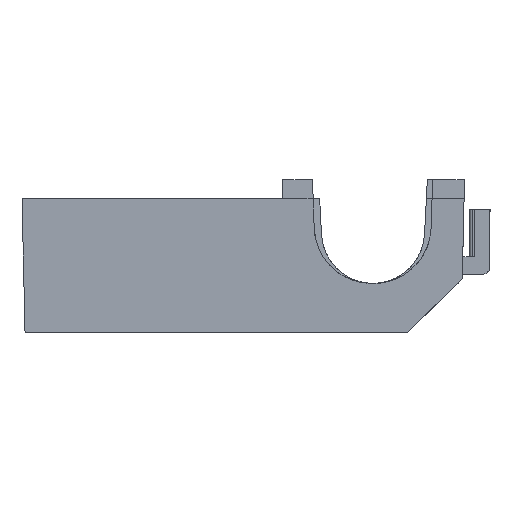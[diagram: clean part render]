
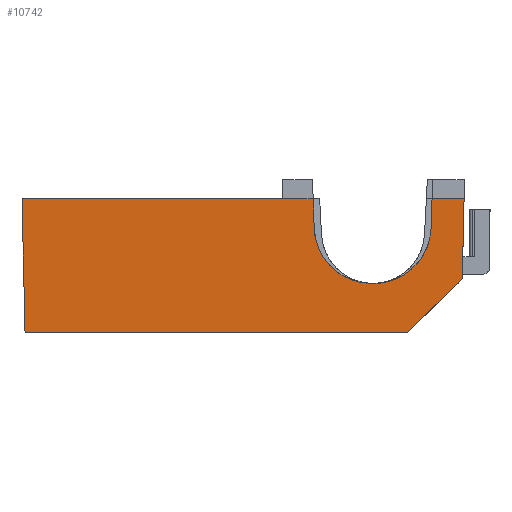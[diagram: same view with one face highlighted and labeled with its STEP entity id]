
A CAD part, front view. The second image highlights one B-rep face of the part: STEP entity #10742.
In plain terms, the highlighted planar face has unit normal (0, -1, -0.023).
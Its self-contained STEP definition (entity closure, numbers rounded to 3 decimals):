
#22 = DIRECTION ( 'NONE',  ( 0.023, -0.023, 0.999 ) ) ;
#277 = EDGE_CURVE ( 'NONE', #4064, #3048, #3189, .T. ) ;
#495 = VECTOR ( 'NONE', #9455, 1000. ) ;
#689 = CARTESIAN_POINT ( 'NONE',  ( -63., 82.02, 25.7 ) ) ;
#917 = CARTESIAN_POINT ( 'NONE',  ( -62.991, 82.029, 25.281 ) ) ;
#925 = VECTOR ( 'NONE', #1534, 1000. ) ;
#964 = CARTESIAN_POINT ( 'NONE',  ( -27.673, 82.02, 25.694 ) ) ;
#1133 = CARTESIAN_POINT ( 'NONE',  ( -12.397, 82.417, 8.2 ) ) ;
#1248 = CARTESIAN_POINT ( 'NONE',  ( -62.5, 82.417, 8.2 ) ) ;
#1485 = VERTEX_POINT ( 'NONE', #4491 ) ;
#1534 = DIRECTION ( 'NONE',  ( 0.715, -0.016, 0.699 ) ) ;
#1552 = EDGE_CURVE ( 'NONE', #4250, #9190, #1789, .T. ) ;
#1739 = EDGE_CURVE ( 'NONE', #10788, #3557, #2305, .T. ) ;
#1757 = EDGE_CURVE ( 'NONE', #1847, #6403, #10596, .T. ) ;
#1780 = CARTESIAN_POINT ( 'NONE',  ( -24.665, 82.108, 21.838 ) ) ;
#1789 = LINE ( 'NONE', #10979, #8764 ) ;
#1847 = VERTEX_POINT ( 'NONE', #689 ) ;
#1894 = PLANE ( 'NONE',  #2237 ) ;
#2033 = VECTOR ( 'NONE', #9548, 1000. ) ;
#2041 = DIRECTION ( 'NONE',  ( 1., 0., 0. ) ) ;
#2237 = AXIS2_PLACEMENT_3D ( 'NONE', #8146, #6501, #9093 ) ;
#2305 = LINE ( 'NONE', #7684, #495 ) ;
#2474 = LINE ( 'NONE', #917, #8906 ) ;
#2569 = ORIENTED_EDGE ( 'NONE', *, *, #8207, .T. ) ;
#2683 = VERTEX_POINT ( 'NONE', #8710 ) ;
#2739 = CARTESIAN_POINT ( 'NONE',  ( -16.83, 82.272, 14.6 ) ) ;
#3048 = VERTEX_POINT ( 'NONE', #7606 ) ;
#3189 = LINE ( 'NONE', #3219, #3498 ) ;
#3219 = CARTESIAN_POINT ( 'NONE',  ( -9.2, 82.02, 25.696 ) ) ;
#3253 = ORIENTED_EDGE ( 'NONE', *, *, #277, .F. ) ;
#3417 = ORIENTED_EDGE ( 'NONE', *, *, #7775, .T. ) ;
#3498 = VECTOR ( 'NONE', #4114, 1000. ) ;
#3557 = VERTEX_POINT ( 'NONE', #8695 ) ;
#3764 = VECTOR ( 'NONE', #8163, 1000. ) ;
#3893 = LINE ( 'NONE', #4482, #8113 ) ;
#4026 = ORIENTED_EDGE ( 'NONE', *, *, #1739, .F. ) ;
#4064 = VERTEX_POINT ( 'NONE', #9018 ) ;
#4114 = DIRECTION ( 'NONE',  ( 0.035, -0.023, 0.999 ) ) ;
#4250 = VERTEX_POINT ( 'NONE', #10987 ) ;
#4482 = CARTESIAN_POINT ( 'NONE',  ( -5.03, 82.05, 24.385 ) ) ;
#4491 = CARTESIAN_POINT ( 'NONE',  ( -5., 82.02, 25.697 ) ) ;
#4508 = CARTESIAN_POINT ( 'NONE',  ( -24.516, 82.204, 17.568 ) ) ;
#4681 = CARTESIAN_POINT ( 'NONE',  ( -24.8, 82.02, 25.694 ) ) ;
#4710 = VERTEX_POINT ( 'NONE', #11582 ) ;
#4791 = CARTESIAN_POINT ( 'NONE',  ( -28.865, 82.02, 25.697 ) ) ;
#4798 = ORIENTED_EDGE ( 'NONE', *, *, #9213, .F. ) ;
#5333 = CARTESIAN_POINT ( 'NONE',  ( -21.442, 82.272, 14.6 ) ) ;
#5600 =( BOUNDED_CURVE ( )  B_SPLINE_CURVE ( 3, ( #10119, #7455, #10392, #5790 ),
 .UNSPECIFIED., .F., .F. ) 
 B_SPLINE_CURVE_WITH_KNOTS ( ( 4, 4 ),
 ( 4.747, 6.283 ),
 .UNSPECIFIED. ) 
 CURVE ( )  GEOMETRIC_REPRESENTATION_ITEM ( )  RATIONAL_B_SPLINE_CURVE ( ( 1., 0.813, 0.813, 1. ) ) 
 REPRESENTATION_ITEM ( '' )  );
#5790 = CARTESIAN_POINT ( 'NONE',  ( -16.83, 82.272, 14.6 ) ) ;
#5972 = ORIENTED_EDGE ( 'NONE', *, *, #7306, .T. ) ;
#6298 = ORIENTED_EDGE ( 'NONE', *, *, #6883, .T. ) ;
#6330 = ORIENTED_EDGE ( 'NONE', *, *, #1552, .F. ) ;
#6403 = VERTEX_POINT ( 'NONE', #4791 ) ;
#6501 = DIRECTION ( 'NONE',  ( 0., -1., -0.023 ) ) ;
#6619 = FACE_OUTER_BOUND ( 'NONE', #7520, .T. ) ;
#6838 = VERTEX_POINT ( 'NONE', #1133 ) ;
#6883 = EDGE_CURVE ( 'NONE', #4710, #6838, #8672, .T. ) ;
#7080 = CARTESIAN_POINT ( 'NONE',  ( -17.17, 82.272, 14.6 ) ) ;
#7148 = VECTOR ( 'NONE', #8336, 1000. ) ;
#7222 = ORIENTED_EDGE ( 'NONE', *, *, #11030, .T. ) ;
#7223 = CARTESIAN_POINT ( 'NONE',  ( -6.44, 82.02, 25.694 ) ) ;
#7306 = EDGE_CURVE ( 'NONE', #1485, #3048, #9070, .T. ) ;
#7455 = CARTESIAN_POINT ( 'NONE',  ( -9.484, 82.204, 17.568 ) ) ;
#7520 = EDGE_LOOP ( 'NONE', ( #6298, #7222, #11180, #5972, #3253, #11423, #6330, #2569, #4026, #3417, #9298, #4798 ) ) ;
#7600 =( BOUNDED_CURVE ( )  B_SPLINE_CURVE ( 3, ( #7080, #5333, #4508, #1780 ),
 .UNSPECIFIED., .F., .F. ) 
 B_SPLINE_CURVE_WITH_KNOTS ( ( 4, 4 ),
 ( 0., 1.536 ),
 .UNSPECIFIED. ) 
 CURVE ( )  GEOMETRIC_REPRESENTATION_ITEM ( )  RATIONAL_B_SPLINE_CURVE ( ( 1., 0.813, 0.813, 1. ) ) 
 REPRESENTATION_ITEM ( '' )  );
#7606 = CARTESIAN_POINT ( 'NONE',  ( -9.2, 82.02, 25.694 ) ) ;
#7684 = CARTESIAN_POINT ( 'NONE',  ( -24.798, 82.021, 25.639 ) ) ;
#7775 = EDGE_CURVE ( 'NONE', #10788, #6403, #10353, .T. ) ;
#7811 = EDGE_CURVE ( 'NONE', #2683, #1485, #3893, .T. ) ;
#8113 = VECTOR ( 'NONE', #22, 1000. ) ;
#8146 = CARTESIAN_POINT ( 'NONE',  ( -62.5, 82.02, 25.689 ) ) ;
#8163 = DIRECTION ( 'NONE',  ( -1., 0., 0. ) ) ;
#8207 = EDGE_CURVE ( 'NONE', #4250, #3557, #7600, .T. ) ;
#8336 = DIRECTION ( 'NONE',  ( 1., 0., 0. ) ) ;
#8621 = CARTESIAN_POINT ( 'NONE',  ( -29.266, 82.791, -8.29 ) ) ;
#8652 = VECTOR ( 'NONE', #10710, 1000. ) ;
#8672 = LINE ( 'NONE', #1248, #7148 ) ;
#8695 = CARTESIAN_POINT ( 'NONE',  ( -24.665, 82.108, 21.838 ) ) ;
#8710 = CARTESIAN_POINT ( 'NONE',  ( -5.238, 82.258, 15.198 ) ) ;
#8764 = VECTOR ( 'NONE', #2041, 1000. ) ;
#8906 = VECTOR ( 'NONE', #10776, 1000. ) ;
#9018 = CARTESIAN_POINT ( 'NONE',  ( -9.335, 82.108, 21.838 ) ) ;
#9070 = LINE ( 'NONE', #7223, #3764 ) ;
#9093 = DIRECTION ( 'NONE',  ( 0., 0.023, -1. ) ) ;
#9190 = VERTEX_POINT ( 'NONE', #2739 ) ;
#9213 = EDGE_CURVE ( 'NONE', #4710, #1847, #2474, .T. ) ;
#9298 = ORIENTED_EDGE ( 'NONE', *, *, #1757, .F. ) ;
#9455 = DIRECTION ( 'NONE',  ( 0.035, 0.023, -0.999 ) ) ;
#9548 = DIRECTION ( 'NONE',  ( 1., 0., 0. ) ) ;
#9867 = LINE ( 'NONE', #8621, #925 ) ;
#10119 = CARTESIAN_POINT ( 'NONE',  ( -9.335, 82.108, 21.838 ) ) ;
#10348 = CARTESIAN_POINT ( 'NONE',  ( -41.183, 82.02, 25.7 ) ) ;
#10353 = LINE ( 'NONE', #964, #8652 ) ;
#10392 = CARTESIAN_POINT ( 'NONE',  ( -12.558, 82.272, 14.6 ) ) ;
#10596 = LINE ( 'NONE', #10348, #2033 ) ;
#10710 = DIRECTION ( 'NONE',  ( -1., 0., 0. ) ) ;
#10742 = ADVANCED_FACE ( 'NONE', ( #6619 ), #1894, .T. ) ;
#10776 = DIRECTION ( 'NONE',  ( -0.023, -0.023, 0.999 ) ) ;
#10788 = VERTEX_POINT ( 'NONE', #4681 ) ;
#10979 = CARTESIAN_POINT ( 'NONE',  ( -62.5, 82.272, 14.6 ) ) ;
#10987 = CARTESIAN_POINT ( 'NONE',  ( -17.17, 82.272, 14.6 ) ) ;
#11030 = EDGE_CURVE ( 'NONE', #6838, #2683, #9867, .T. ) ;
#11180 = ORIENTED_EDGE ( 'NONE', *, *, #7811, .T. ) ;
#11423 = ORIENTED_EDGE ( 'NONE', *, *, #11452, .T. ) ;
#11452 = EDGE_CURVE ( 'NONE', #4064, #9190, #5600, .T. ) ;
#11582 = CARTESIAN_POINT ( 'NONE',  ( -62.603, 82.417, 8.2 ) ) ;
